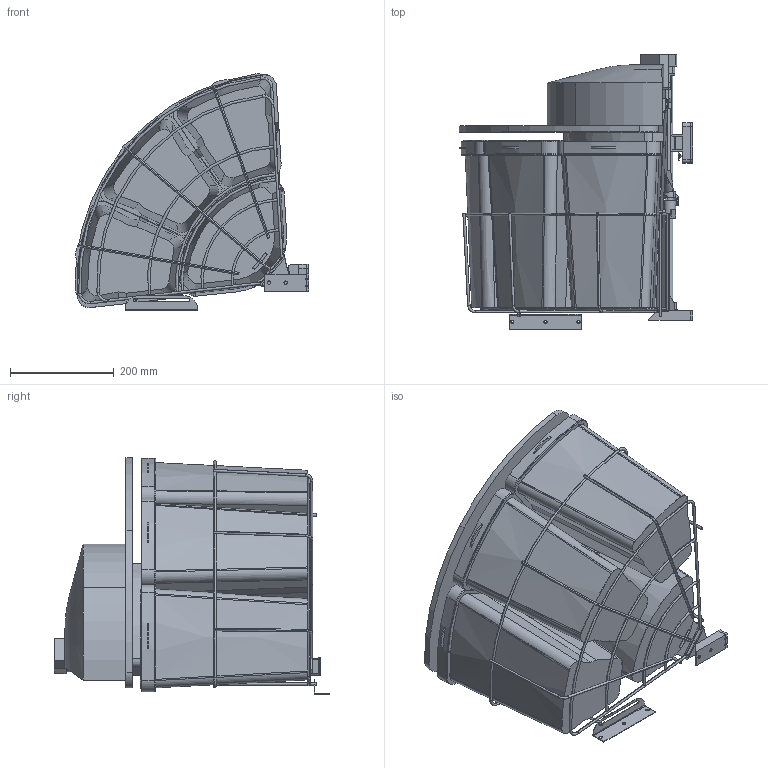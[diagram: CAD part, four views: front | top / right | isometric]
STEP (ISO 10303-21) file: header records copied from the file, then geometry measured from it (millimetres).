
FILE_DESCRIPTION(('STEP AP214'),'1');
FILE_NAME('8013172_V Cabbi 4 plus.STP','2024-08-15T09:28:09',(' '),(' '),'Spatial InterOp 3D',' ',' ');
FILE_SCHEMA(('AUTOMOTIVE_DESIGN { 1 0 10303 214 1 1 1 1 }'));
Length unit declared in the file: millimetre
Products named in the file (1): 3D-Objekt
Bounding box: 450.86 x 530.4 x 455.44 mm (x, y, z)
Volume: 5750588.7 mm3; surface area: 2662515.2 mm2
Topology: 34 solids, 38 shells, 1576 faces, 4149 edges, 2678 vertices
Faces by surface type: plane 701, cylinder 496, torus 291, cone 58, bspline 21, sphere 8, extrusion 1
Entity records: 60322 total; most frequent: CARTESIAN_POINT 12319, DIRECTION 8690, ORIENTED_EDGE 8290, EDGE_CURVE 4145, AXIS2_PLACEMENT_3D 3264, VERTEX_POINT 2677, VECTOR 2162, LINE 2161
